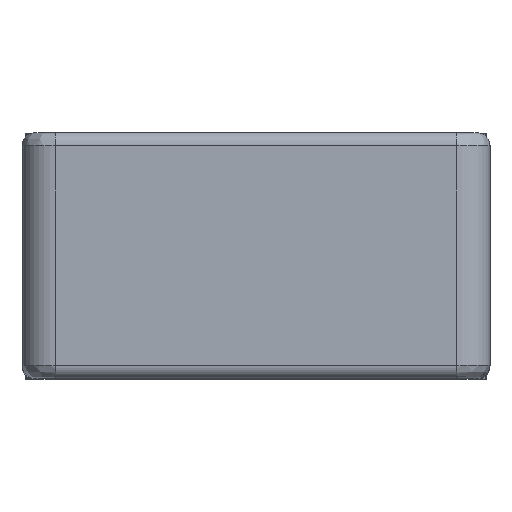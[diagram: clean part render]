
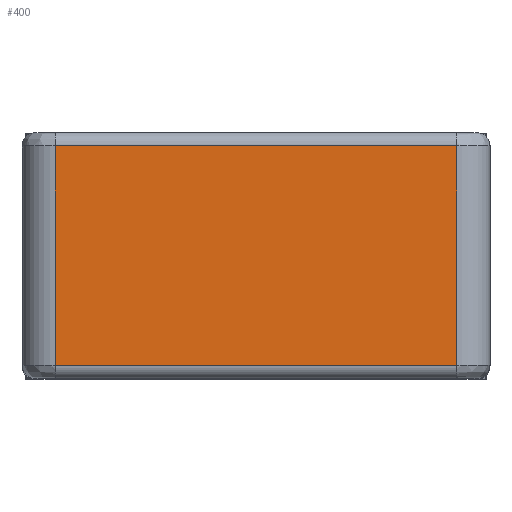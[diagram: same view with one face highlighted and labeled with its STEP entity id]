
A CAD part, top view. The second image highlights one B-rep face of the part: STEP entity #400.
In plain terms, the highlighted free-form (B-spline) face has degree [1, 1] with [2, 2] control points.
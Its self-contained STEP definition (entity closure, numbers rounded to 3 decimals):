
#400 = ADVANCED_FACE('',(#401),#435,.T.);
#401 = FACE_BOUND('',#402,.T.);
#402 = EDGE_LOOP('',(#403,#413,#421,#429));
#403 = ORIENTED_EDGE('',*,*,#404,.T.);
#404 = EDGE_CURVE('',#405,#407,#409,.T.);
#405 = VERTEX_POINT('',#406);
#406 = CARTESIAN_POINT('',(-3.81,2.083,8.778));
#407 = VERTEX_POINT('',#408);
#408 = CARTESIAN_POINT('',(3.81,2.083,8.778));
#409 = LINE('',#410,#411);
#410 = CARTESIAN_POINT('',(-3.81,2.083,8.778));
#411 = VECTOR('',#412,1.);
#412 = DIRECTION('',(1.,0.,0.));
#413 = ORIENTED_EDGE('',*,*,#414,.T.);
#414 = EDGE_CURVE('',#407,#415,#417,.T.);
#415 = VERTEX_POINT('',#416);
#416 = CARTESIAN_POINT('',(3.81,-2.083,8.778));
#417 = LINE('',#418,#419);
#418 = CARTESIAN_POINT('',(3.81,2.083,8.778));
#419 = VECTOR('',#420,1.);
#420 = DIRECTION('',(0.,-1.,0.));
#421 = ORIENTED_EDGE('',*,*,#422,.T.);
#422 = EDGE_CURVE('',#415,#423,#425,.T.);
#423 = VERTEX_POINT('',#424);
#424 = CARTESIAN_POINT('',(-3.81,-2.083,8.778));
#425 = LINE('',#426,#427);
#426 = CARTESIAN_POINT('',(3.81,-2.083,8.778));
#427 = VECTOR('',#428,1.);
#428 = DIRECTION('',(-1.,0.,0.));
#429 = ORIENTED_EDGE('',*,*,#430,.T.);
#430 = EDGE_CURVE('',#423,#405,#431,.T.);
#431 = LINE('',#432,#433);
#432 = CARTESIAN_POINT('',(-3.81,-2.083,8.778));
#433 = VECTOR('',#434,1.);
#434 = DIRECTION('',(0.,1.,0.));
#435 = B_SPLINE_SURFACE_WITH_KNOTS('',1,1,(
    (#436,#437)
    ,(#438,#439
    )),.UNSPECIFIED.,.F.,.F.,.F.,(2,2),(2,2),(0.,1.),(0.,1.),
  .PIECEWISE_BEZIER_KNOTS.);
#436 = CARTESIAN_POINT('',(3.81,-2.083,8.778));
#437 = CARTESIAN_POINT('',(3.81,2.083,8.778));
#438 = CARTESIAN_POINT('',(-3.81,-2.083,8.778));
#439 = CARTESIAN_POINT('',(-3.81,2.083,8.778));
